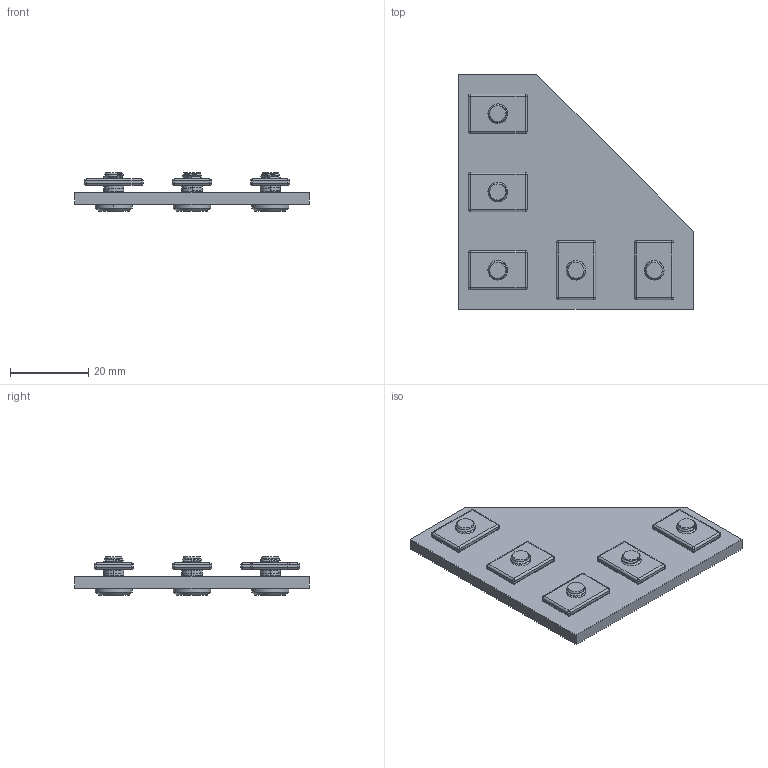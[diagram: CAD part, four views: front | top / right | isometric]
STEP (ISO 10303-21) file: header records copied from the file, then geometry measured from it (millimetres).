
FILE_DESCRIPTION (( 'STEP AP214' ), '1' );
FILE_NAME ('5 Hole 90 Degree Bracket with Bolts - Left Hand.step', '2015-01-21T14:50:39', ( 'Mark' ), ( '' ), 'SwSTEP 2.0', 'SolidWorks 2013', '' );
FILE_SCHEMA (( 'AUTOMOTIVE_DESIGN' ));
Length unit declared in the file: millimetre
Products named in the file (5): 5mm x 8mm Bolt with Tee Nut; Tee nut; 5mm x 8mm Low Profile Socket Head Screw_5mm x 8mm Low Profile; 5 Hole 90 Degree Joining Plate; 5 Hole 90 Degree Bracket with Bolts - Left Hand
Assembly tree (8 placements, depth 3):
  5 Hole 90 Degree Bracket with Bolts - Left Hand
    5 Hole 90 Degree Joining Plate
    5mm x 8mm Bolt with Tee Nut  x5
      5mm x 8mm Low Profile Socket Head Screw_5mm x 8mm Low Profile
      Tee nut
Bounding box: 60 x 60 x 9.75 mm (x, y, z)
Volume: 10402.9 mm3; surface area: 10020.3 mm2
Topology: 11 solids, 11 shells, 397 faces, 945 edges, 545 vertices
Faces by surface type: cylinder 195, plane 97, sphere 40, torus 30, cone 20, bspline 15
Entity records: 6244 total; most frequent: CARTESIAN_POINT 3974, DIRECTION 453, ORIENTED_EDGE 434, EDGE_CURVE 217, AXIS2_PLACEMENT_3D 177, VERTEX_POINT 133, EDGE_LOOP 108, LINE 99
